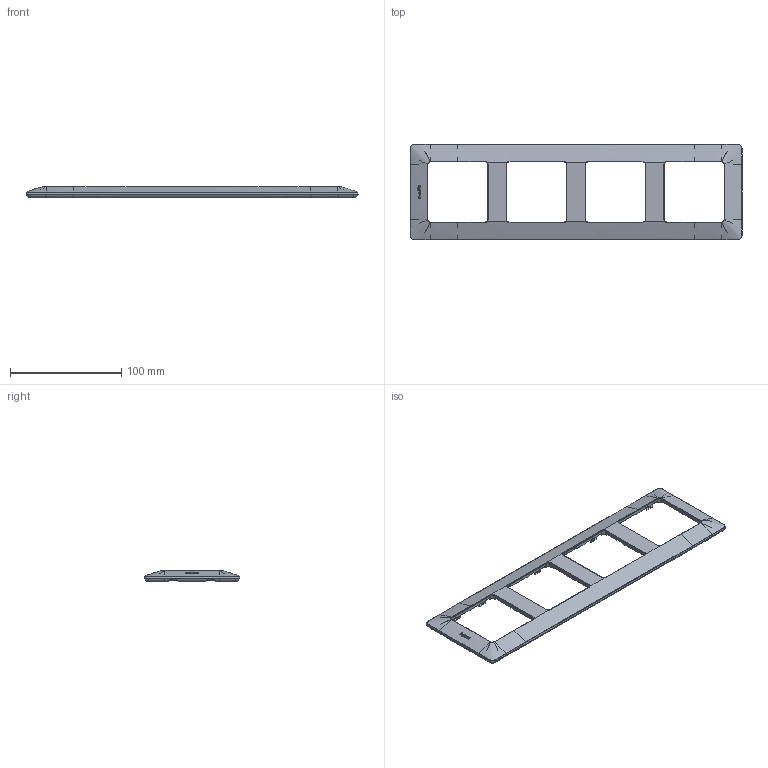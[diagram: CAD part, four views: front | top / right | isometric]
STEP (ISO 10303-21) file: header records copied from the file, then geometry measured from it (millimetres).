
FILE_DESCRIPTION(('CATIA V5 STEP Exchange','CAx-IF Rec.Pracs.--- Model Styling and Organization---1.4--- 2014-01-23'),'2;1');
FILE_NAME('754004_AllCATPart.stp','2020-02-13T11:03:06+00:00',('none'),('none'),'CATIA Version 5-6 Release 2017 SP3','CATIA V5 STEP AP214','none');
FILE_SCHEMA(('AUTOMOTIVE_DESIGN { 1 0 10303 214 1 1 1 1 }'));
Products named in the file (1): 754004_AllCATPart
Bounding box: 299 x 86 x 9.8 mm (x, y, z)
Volume: 46262.6 mm3; surface area: 65480.8 mm2
Topology: 1 solids, 2 shells, 4550 faces, 12466 edges, 7966 vertices
Faces by surface type: plane 2361, cylinder 1102, bspline 601, extrusion 332, cone 80, torus 54, sphere 20
Entity records: 186948 total; most frequent: CARTESIAN_POINT 89295, ORIENTED_EDGE 24840, EDGE_CURVE 12420, DIRECTION 11394, VERTEX_POINT 7966, VECTOR 6234, B_SPLINE_CURVE_WITH_KNOTS 5930, LINE 5902
